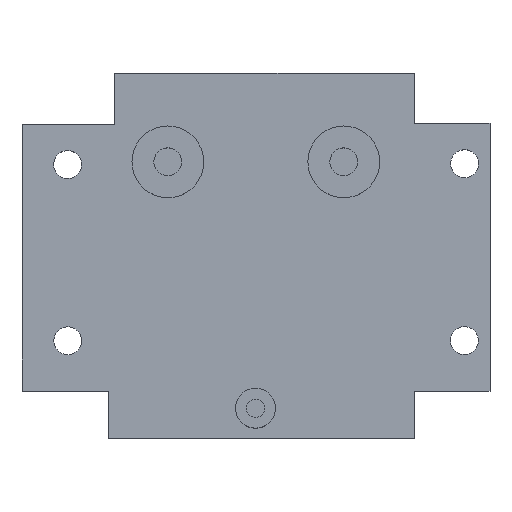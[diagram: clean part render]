
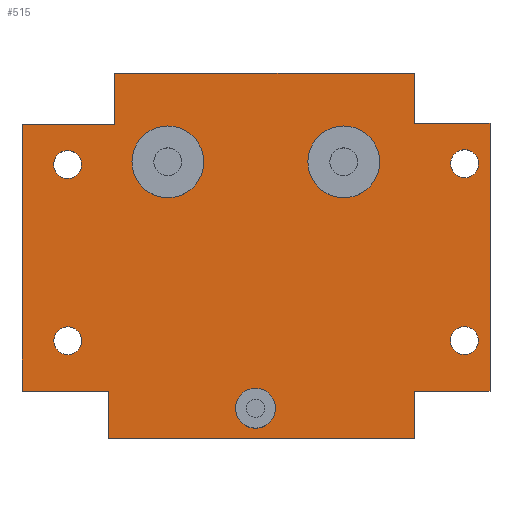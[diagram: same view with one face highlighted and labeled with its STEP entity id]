
A CAD part, top view. The second image highlights one B-rep face of the part: STEP entity #515.
In plain terms, the highlighted planar face has unit normal (0, 0, 1).
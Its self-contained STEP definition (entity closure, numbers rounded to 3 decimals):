
#18=FACE_BOUND('',#111,.T.);
#19=FACE_BOUND('',#112,.T.);
#20=FACE_BOUND('',#113,.T.);
#21=FACE_BOUND('',#114,.T.);
#22=FACE_BOUND('',#115,.T.);
#23=FACE_BOUND('',#116,.T.);
#24=FACE_BOUND('',#117,.T.);
#47=PLANE('',#579);
#77=FACE_OUTER_BOUND('',#110,.T.);
#110=EDGE_LOOP('',(#442,#443,#444,#445,#446,#447,#448,#449,#450,#451,#452,
#453));
#111=EDGE_LOOP('',(#454));
#112=EDGE_LOOP('',(#455));
#113=EDGE_LOOP('',(#456));
#114=EDGE_LOOP('',(#457));
#115=EDGE_LOOP('',(#458));
#116=EDGE_LOOP('',(#459));
#117=EDGE_LOOP('',(#460));
#135=LINE('',#803,#181);
#138=LINE('',#809,#184);
#141=LINE('',#815,#187);
#144=LINE('',#821,#190);
#147=LINE('',#827,#193);
#150=LINE('',#833,#196);
#153=LINE('',#839,#199);
#156=LINE('',#845,#202);
#159=LINE('',#851,#205);
#162=LINE('',#857,#208);
#165=LINE('',#863,#211);
#168=LINE('',#867,#214);
#181=VECTOR('',#669,10.);
#184=VECTOR('',#674,10.);
#187=VECTOR('',#679,10.);
#190=VECTOR('',#684,10.);
#193=VECTOR('',#689,10.);
#196=VECTOR('',#694,10.);
#199=VECTOR('',#699,10.);
#202=VECTOR('',#704,10.);
#205=VECTOR('',#709,10.);
#208=VECTOR('',#714,10.);
#211=VECTOR('',#719,10.);
#214=VECTOR('',#724,10.);
#217=CIRCLE('',#536,1.75);
#219=CIRCLE('',#539,1.75);
#221=CIRCLE('',#542,1.75);
#223=CIRCLE('',#545,1.75);
#230=CIRCLE('',#557,4.5);
#232=CIRCLE('',#561,2.5);
#234=CIRCLE('',#565,4.5);
#237=VERTEX_POINT('',#738);
#239=VERTEX_POINT('',#744);
#241=VERTEX_POINT('',#750);
#243=VERTEX_POINT('',#756);
#250=VERTEX_POINT('',#778);
#252=VERTEX_POINT('',#785);
#254=VERTEX_POINT('',#792);
#257=VERTEX_POINT('',#800);
#258=VERTEX_POINT('',#802);
#260=VERTEX_POINT('',#808);
#262=VERTEX_POINT('',#814);
#264=VERTEX_POINT('',#820);
#266=VERTEX_POINT('',#826);
#268=VERTEX_POINT('',#832);
#270=VERTEX_POINT('',#838);
#272=VERTEX_POINT('',#844);
#274=VERTEX_POINT('',#850);
#276=VERTEX_POINT('',#856);
#278=VERTEX_POINT('',#862);
#282=EDGE_CURVE('',#237,#237,#217,.T.);
#285=EDGE_CURVE('',#239,#239,#219,.T.);
#288=EDGE_CURVE('',#241,#241,#221,.T.);
#291=EDGE_CURVE('',#243,#243,#223,.T.);
#302=EDGE_CURVE('',#250,#250,#230,.T.);
#305=EDGE_CURVE('',#252,#252,#232,.T.);
#308=EDGE_CURVE('',#254,#254,#234,.T.);
#311=EDGE_CURVE('',#258,#257,#135,.T.);
#314=EDGE_CURVE('',#260,#258,#138,.T.);
#317=EDGE_CURVE('',#262,#260,#141,.T.);
#320=EDGE_CURVE('',#264,#262,#144,.T.);
#323=EDGE_CURVE('',#266,#264,#147,.T.);
#326=EDGE_CURVE('',#268,#266,#150,.T.);
#329=EDGE_CURVE('',#270,#268,#153,.T.);
#332=EDGE_CURVE('',#272,#270,#156,.T.);
#335=EDGE_CURVE('',#274,#272,#159,.T.);
#338=EDGE_CURVE('',#276,#274,#162,.T.);
#341=EDGE_CURVE('',#278,#276,#165,.T.);
#344=EDGE_CURVE('',#257,#278,#168,.T.);
#442=ORIENTED_EDGE('',*,*,#344,.T.);
#443=ORIENTED_EDGE('',*,*,#341,.T.);
#444=ORIENTED_EDGE('',*,*,#338,.T.);
#445=ORIENTED_EDGE('',*,*,#335,.T.);
#446=ORIENTED_EDGE('',*,*,#332,.T.);
#447=ORIENTED_EDGE('',*,*,#329,.T.);
#448=ORIENTED_EDGE('',*,*,#326,.T.);
#449=ORIENTED_EDGE('',*,*,#323,.T.);
#450=ORIENTED_EDGE('',*,*,#320,.T.);
#451=ORIENTED_EDGE('',*,*,#317,.T.);
#452=ORIENTED_EDGE('',*,*,#314,.T.);
#453=ORIENTED_EDGE('',*,*,#311,.T.);
#454=ORIENTED_EDGE('',*,*,#282,.T.);
#455=ORIENTED_EDGE('',*,*,#285,.T.);
#456=ORIENTED_EDGE('',*,*,#288,.T.);
#457=ORIENTED_EDGE('',*,*,#291,.T.);
#458=ORIENTED_EDGE('',*,*,#302,.T.);
#459=ORIENTED_EDGE('',*,*,#305,.T.);
#460=ORIENTED_EDGE('',*,*,#308,.T.);
#515=ADVANCED_FACE('',(#77,#18,#19,#20,#21,#22,#23,#24),#47,.T.);
#536=AXIS2_PLACEMENT_3D('',#739,#594,#595);
#539=AXIS2_PLACEMENT_3D('',#745,#601,#602);
#542=AXIS2_PLACEMENT_3D('',#751,#608,#609);
#545=AXIS2_PLACEMENT_3D('',#757,#615,#616);
#557=AXIS2_PLACEMENT_3D('',#780,#643,#644);
#561=AXIS2_PLACEMENT_3D('',#787,#652,#653);
#565=AXIS2_PLACEMENT_3D('',#794,#661,#662);
#579=AXIS2_PLACEMENT_3D('',#868,#725,#726);
#594=DIRECTION('center_axis',(0.,0.,-1.));
#595=DIRECTION('ref_axis',(-1.,0.,0.));
#601=DIRECTION('center_axis',(0.,0.,-1.));
#602=DIRECTION('ref_axis',(-1.,0.,0.));
#608=DIRECTION('center_axis',(0.,0.,-1.));
#609=DIRECTION('ref_axis',(-1.,0.,0.));
#615=DIRECTION('center_axis',(0.,0.,-1.));
#616=DIRECTION('ref_axis',(-1.,0.,0.));
#643=DIRECTION('center_axis',(0.,0.,-1.));
#644=DIRECTION('ref_axis',(-1.,0.,0.));
#652=DIRECTION('center_axis',(0.,0.,-1.));
#653=DIRECTION('ref_axis',(-1.,0.,0.));
#661=DIRECTION('center_axis',(0.,0.,-1.));
#662=DIRECTION('ref_axis',(-1.,0.,0.));
#669=DIRECTION('',(-1.,0.,0.));
#674=DIRECTION('',(0.,-1.,0.));
#679=DIRECTION('',(-1.,0.,0.));
#684=DIRECTION('',(-0.007,1.,0.));
#689=DIRECTION('',(-1.,0.,0.));
#694=DIRECTION('',(0.,1.,0.));
#699=DIRECTION('',(1.,0.,0.));
#704=DIRECTION('',(0.,1.,0.));
#709=DIRECTION('',(1.,0.,0.));
#714=DIRECTION('',(0.,-1.,0.));
#719=DIRECTION('',(1.,0.,0.));
#724=DIRECTION('',(0.,-1.,0.));
#725=DIRECTION('center_axis',(0.,0.,1.));
#726=DIRECTION('ref_axis',(1.,0.,0.));
#738=CARTESIAN_POINT('',(-27.995,-38.694,17.2));
#739=CARTESIAN_POINT('Origin',(-29.745,-38.694,17.2));
#744=CARTESIAN_POINT('',(21.718,-38.675,17.2));
#745=CARTESIAN_POINT('Origin',(19.968,-38.675,17.2));
#750=CARTESIAN_POINT('',(-28.011,-16.606,17.2));
#751=CARTESIAN_POINT('Origin',(-29.761,-16.606,17.2));
#756=CARTESIAN_POINT('',(21.75,-16.5,17.2));
#757=CARTESIAN_POINT('Origin',(20.,-16.5,17.2));
#778=CARTESIAN_POINT('',(-12.705,-16.271,17.2));
#780=CARTESIAN_POINT('Origin',(-17.205,-16.271,17.2));
#785=CARTESIAN_POINT('',(-3.704,-47.161,17.2));
#787=CARTESIAN_POINT('Origin',(-6.204,-47.161,17.2));
#792=CARTESIAN_POINT('',(9.348,-16.271,17.2));
#794=CARTESIAN_POINT('Origin',(4.848,-16.271,17.2));
#800=CARTESIAN_POINT('',(-35.488,-11.58,17.2));
#802=CARTESIAN_POINT('',(-23.894,-11.58,17.2));
#803=CARTESIAN_POINT('',(-33.396,-11.58,17.2));
#808=CARTESIAN_POINT('',(-23.894,-5.131,17.2));
#809=CARTESIAN_POINT('',(-23.894,-11.58,17.2));
#814=CARTESIAN_POINT('',(13.708,-5.131,17.2));
#815=CARTESIAN_POINT('',(-23.894,-5.131,17.2));
#820=CARTESIAN_POINT('',(13.75,-11.42,17.2));
#821=CARTESIAN_POINT('',(13.708,-5.131,17.2));
#826=CARTESIAN_POINT('',(23.182,-11.42,17.2));
#827=CARTESIAN_POINT('',(13.75,-11.42,17.2));
#832=CARTESIAN_POINT('',(23.182,-45.,17.2));
#833=CARTESIAN_POINT('',(23.182,-11.42,17.2));
#838=CARTESIAN_POINT('',(13.75,-45.,17.2));
#839=CARTESIAN_POINT('',(23.182,-45.,17.2));
#844=CARTESIAN_POINT('',(13.75,-51.,17.2));
#845=CARTESIAN_POINT('',(13.75,-45.,17.2));
#850=CARTESIAN_POINT('',(-24.633,-51.,17.2));
#851=CARTESIAN_POINT('',(13.75,-51.,17.2));
#856=CARTESIAN_POINT('',(-24.633,-45.,17.2));
#857=CARTESIAN_POINT('',(-24.633,-51.,17.2));
#862=CARTESIAN_POINT('',(-35.488,-45.,17.2));
#863=CARTESIAN_POINT('',(-35.488,-45.,17.2));
#867=CARTESIAN_POINT('',(-35.488,-11.58,17.2));
#868=CARTESIAN_POINT('Origin',(-29.744,-28.29,17.2));
